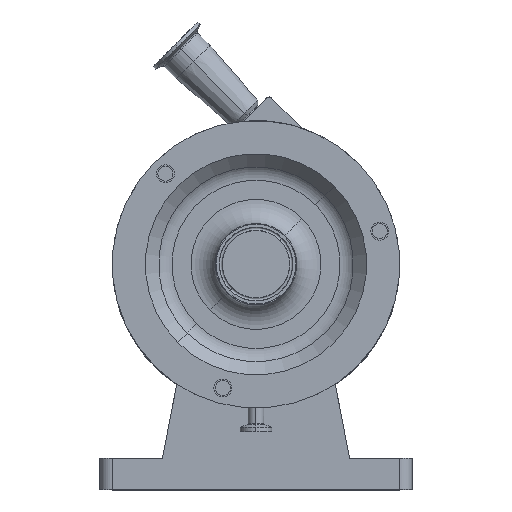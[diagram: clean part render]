
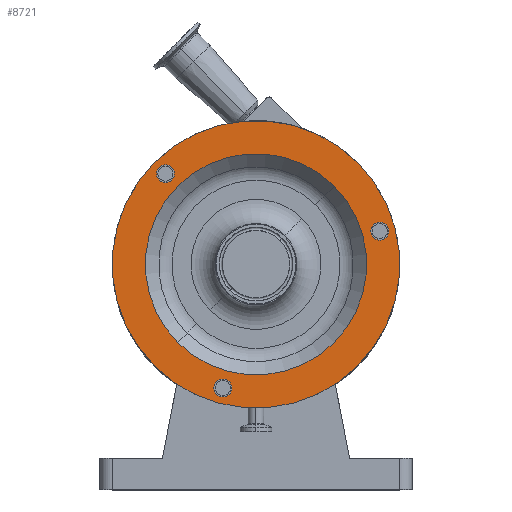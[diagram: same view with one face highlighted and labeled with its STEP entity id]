
A CAD part, top view. The second image highlights one B-rep face of the part: STEP entity #8721.
In plain terms, the highlighted planar face has unit normal (0, 0, 1).
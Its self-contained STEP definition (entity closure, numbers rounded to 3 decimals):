
#31 = DIRECTION ( 'NONE',  ( 0.707, 0.707, 0. ) ) ;
#32 = DIRECTION ( 'NONE',  ( 0., 0., 1. ) ) ;
#33 = AXIS2_PLACEMENT_3D ( 'NONE', #90, #32, #31 ) ;
#90 = CARTESIAN_POINT ( 'NONE',  ( -26.529, -99.007, 194. ) ) ;
#94 = CIRCLE ( 'NONE', #33, 7.144 ) ;
#594 = CARTESIAN_POINT ( 'NONE',  ( 0., 0., 194. ) ) ;
#597 = DIRECTION ( 'NONE',  ( 0., 0., 1. ) ) ;
#604 = CIRCLE ( 'NONE', #761, 115. ) ;
#760 = DIRECTION ( 'NONE',  ( 0.707, 0.707, 0. ) ) ;
#761 = AXIS2_PLACEMENT_3D ( 'NONE', #594, #597, #760 ) ;
#1062 = DIRECTION ( 'NONE',  ( 0.707, 0.707, 0. ) ) ;
#1063 = DIRECTION ( 'NONE',  ( 0., 0., 1. ) ) ;
#1064 = AXIS2_PLACEMENT_3D ( 'NONE', #1077, #1063, #1062 ) ;
#1065 = CIRCLE ( 'NONE', #1064, 7.144 ) ;
#1076 = CARTESIAN_POINT ( 'NONE',  ( -67.427, 77.53, 194. ) ) ;
#1077 = CARTESIAN_POINT ( 'NONE',  ( -72.478, 72.478, 194. ) ) ;
#1100 = CARTESIAN_POINT ( 'NONE',  ( -62.579, -62.579, 194. ) ) ;
#1186 = DIRECTION ( 'NONE',  ( 0.707, 0.707, 0. ) ) ;
#1192 = DIRECTION ( 'NONE',  ( 0., 0., 1. ) ) ;
#1197 = AXIS2_PLACEMENT_3D ( 'NONE', #1206, #1192, #1186 ) ;
#1206 = CARTESIAN_POINT ( 'NONE',  ( 0., 0., 194. ) ) ;
#1212 = CARTESIAN_POINT ( 'NONE',  ( 62.579, 62.579, 194. ) ) ;
#1277 = CIRCLE ( 'NONE', #1197, 88.5 ) ;
#1301 = CARTESIAN_POINT ( 'NONE',  ( -81.317, -81.317, 194. ) ) ;
#1343 = CARTESIAN_POINT ( 'NONE',  ( 81.317, 81.317, 194. ) ) ;
#1405 = CARTESIAN_POINT ( 'NONE',  ( 104.059, 31.58, 194. ) ) ;
#1441 = CARTESIAN_POINT ( 'NONE',  ( -31.58, -104.059, 194. ) ) ;
#1459 = DIRECTION ( 'NONE',  ( 0.707, 0.707, 0. ) ) ;
#1460 = DIRECTION ( 'NONE',  ( 0., 0., 1. ) ) ;
#1461 = CARTESIAN_POINT ( 'NONE',  ( 99.007, 26.529, 194. ) ) ;
#1486 = CARTESIAN_POINT ( 'NONE',  ( 93.956, 21.478, 194. ) ) ;
#1492 = DIRECTION ( 'NONE',  ( 0.707, 0.707, 0. ) ) ;
#1493 = DIRECTION ( 'NONE',  ( 0., 0., 1. ) ) ;
#1494 = CARTESIAN_POINT ( 'NONE',  ( -26.529, -99.007, 194. ) ) ;
#1497 = AXIS2_PLACEMENT_3D ( 'NONE', #1494, #1493, #1492 ) ;
#1500 = CIRCLE ( 'NONE', #1497, 7.144 ) ;
#1548 = CIRCLE ( 'NONE', #1556, 7.144 ) ;
#1556 = AXIS2_PLACEMENT_3D ( 'NONE', #1461, #1460, #1459 ) ;
#1586 = CARTESIAN_POINT ( 'NONE',  ( -77.53, 67.427, 194. ) ) ;
#1596 = CARTESIAN_POINT ( 'NONE',  ( -21.478, -93.956, 194. ) ) ;
#3802 = DIRECTION ( 'NONE',  ( 0.707, 0.707, 0. ) ) ;
#3803 = DIRECTION ( 'NONE',  ( 0., 0., 1. ) ) ;
#3811 = AXIS2_PLACEMENT_3D ( 'NONE', #3875, #3803, #3802 ) ;
#3819 = DIRECTION ( 'NONE',  ( 0.707, 0.707, 0. ) ) ;
#3834 = CIRCLE ( 'NONE', #3811, 115. ) ;
#3866 = CARTESIAN_POINT ( 'NONE',  ( 0., 0., 194. ) ) ;
#3868 = CIRCLE ( 'NONE', #3871, 88.5 ) ;
#3871 = AXIS2_PLACEMENT_3D ( 'NONE', #3866, #3873, #3819 ) ;
#3873 = DIRECTION ( 'NONE',  ( 0., 0., 1. ) ) ;
#3875 = CARTESIAN_POINT ( 'NONE',  ( 0., 0., 194. ) ) ;
#3898 = CARTESIAN_POINT ( 'NONE',  ( 99.007, 26.529, 194. ) ) ;
#3900 = CIRCLE ( 'NONE', #3980, 7.144 ) ;
#3928 = PLANE ( 'NONE',  #4004 ) ;
#3930 = AXIS2_PLACEMENT_3D ( 'NONE', #4009, #4008, #4007 ) ;
#3962 = DIRECTION ( 'NONE',  ( -0.707, -0.707, 0. ) ) ;
#3978 = DIRECTION ( 'NONE',  ( 0.707, 0.707, 0. ) ) ;
#3979 = DIRECTION ( 'NONE',  ( 0., 0., 1. ) ) ;
#3980 = AXIS2_PLACEMENT_3D ( 'NONE', #3898, #3979, #3978 ) ;
#4000 = FACE_BOUND ( 'NONE', #8701, .T. ) ;
#4001 = FACE_BOUND ( 'NONE', #8791, .T. ) ;
#4003 = FACE_BOUND ( 'NONE', #8722, .T. ) ;
#4004 = AXIS2_PLACEMENT_3D ( 'NONE', #4017, #4011, #3962 ) ;
#4007 = DIRECTION ( 'NONE',  ( 0.707, 0.707, 0. ) ) ;
#4008 = DIRECTION ( 'NONE',  ( 0., 0., 1. ) ) ;
#4009 = CARTESIAN_POINT ( 'NONE',  ( -72.478, 72.478, 194. ) ) ;
#4010 = FACE_OUTER_BOUND ( 'NONE', #8700, .T. ) ;
#4011 = DIRECTION ( 'NONE',  ( 0., 0., -1. ) ) ;
#4012 = FACE_BOUND ( 'NONE', #8659, .T. ) ;
#4017 = CARTESIAN_POINT ( 'NONE',  ( -22.627, 22.627, 194. ) ) ;
#4049 = CIRCLE ( 'NONE', #3930, 7.144 ) ;
#5187 = EDGE_CURVE ( 'NONE', #6032, #5981, #94, .T. ) ;
#5611 = EDGE_CURVE ( 'NONE', #5934, #5924, #604, .T. ) ;
#5727 = VERTEX_POINT ( 'NONE', #1076 ) ;
#5729 = EDGE_CURVE ( 'NONE', #6035, #5727, #1065, .T. ) ;
#5748 = VERTEX_POINT ( 'NONE', #1100 ) ;
#5895 = EDGE_CURVE ( 'NONE', #5748, #5918, #1277, .T. ) ;
#5918 = VERTEX_POINT ( 'NONE', #1212 ) ;
#5924 = VERTEX_POINT ( 'NONE', #1301 ) ;
#5934 = VERTEX_POINT ( 'NONE', #1343 ) ;
#5953 = VERTEX_POINT ( 'NONE', #1405 ) ;
#5979 = EDGE_CURVE ( 'NONE', #5981, #6032, #1500, .T. ) ;
#5981 = VERTEX_POINT ( 'NONE', #1441 ) ;
#5990 = VERTEX_POINT ( 'NONE', #1486 ) ;
#6025 = EDGE_CURVE ( 'NONE', #5990, #5953, #1548, .T. ) ;
#6032 = VERTEX_POINT ( 'NONE', #1596 ) ;
#6035 = VERTEX_POINT ( 'NONE', #1586 ) ;
#8647 = EDGE_CURVE ( 'NONE', #5918, #5748, #3868, .T. ) ;
#8657 = ORIENTED_EDGE ( 'NONE', *, *, #5611, .T. ) ;
#8658 = EDGE_CURVE ( 'NONE', #5924, #5934, #3834, .T. ) ;
#8659 = EDGE_LOOP ( 'NONE', ( #8748, #8749 ) ) ;
#8660 = ORIENTED_EDGE ( 'NONE', *, *, #5729, .F. ) ;
#8698 = ORIENTED_EDGE ( 'NONE', *, *, #5979, .F. ) ;
#8700 = EDGE_LOOP ( 'NONE', ( #8657, #8747 ) ) ;
#8701 = EDGE_LOOP ( 'NONE', ( #8789, #8698 ) ) ;
#8713 = EDGE_CURVE ( 'NONE', #5727, #6035, #4049, .T. ) ;
#8721 = ADVANCED_FACE ( 'NONE', ( #4001, #4000, #4003, #4010, #4012 ), #3928, .F. ) ;
#8722 = EDGE_LOOP ( 'NONE', ( #8764, #8660 ) ) ;
#8731 = ORIENTED_EDGE ( 'NONE', *, *, #8768, .F. ) ;
#8747 = ORIENTED_EDGE ( 'NONE', *, *, #8658, .T. ) ;
#8748 = ORIENTED_EDGE ( 'NONE', *, *, #8647, .F. ) ;
#8749 = ORIENTED_EDGE ( 'NONE', *, *, #5895, .F. ) ;
#8763 = ORIENTED_EDGE ( 'NONE', *, *, #6025, .F. ) ;
#8764 = ORIENTED_EDGE ( 'NONE', *, *, #8713, .F. ) ;
#8768 = EDGE_CURVE ( 'NONE', #5953, #5990, #3900, .T. ) ;
#8789 = ORIENTED_EDGE ( 'NONE', *, *, #5187, .F. ) ;
#8791 = EDGE_LOOP ( 'NONE', ( #8731, #8763 ) ) ;
